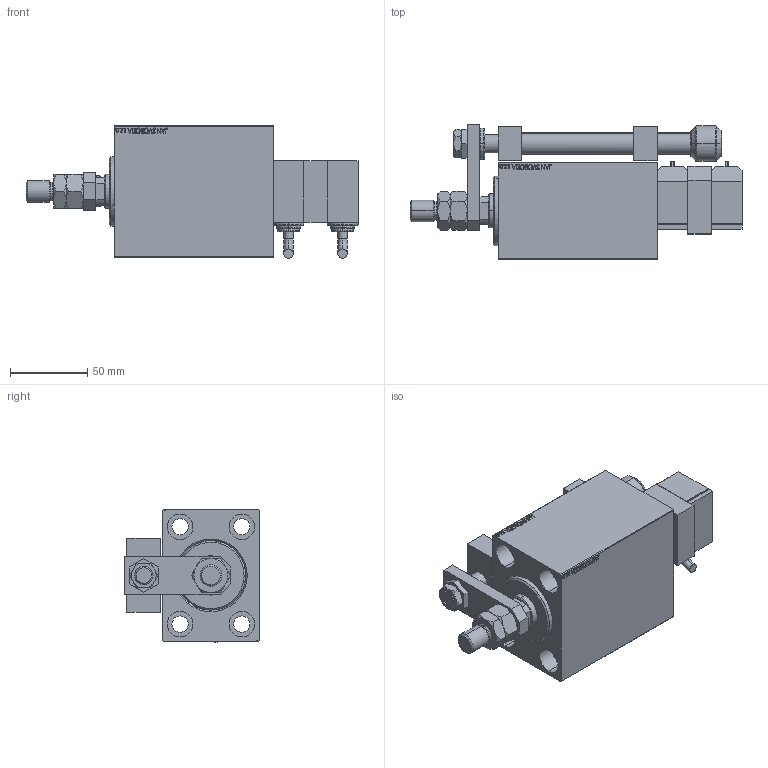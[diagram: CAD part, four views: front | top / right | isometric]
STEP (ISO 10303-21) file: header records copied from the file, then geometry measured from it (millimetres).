
FILE_DESCRIPTION (( 'STEP AP203' ), '1' );
FILE_NAME ('6c8e.STEP', '2022-04-17T13:03:21', ( '' ), ( '' ), 'SwSTEP 2.0', 'SolidWorks 2019', '' );
FILE_SCHEMA (( 'CONFIG_CONTROL_DESIGN' ));
Length unit declared in the file: millimetre
Products named in the file (14): NUT_D19_P 21144eb951680035b48d664dad56c465; V450CM_C_Body 21144eb951680035b48d664dad56c465; 6c8e; ZARAZKA_P 21144eb951680035b48d664dad56c465; SWITCH DIM W_B 21144eb951680035b48d664dad56c465; SWITCH_P_FRONT_BACK 21144eb951680035b48d664dad56c465; KROUZEK_PRO_TYC 21144eb951680035b48d664dad56c465; SWITCH P 21144eb951680035b48d664dad56c465; TYC_P 21144eb951680035b48d664dad56c465; V450CM_C_VCP 21144eb951680035b48d664dad56c465; P_V_Z_MTA 21144eb951680035b48d664dad56c465; V450CM_VC_B 21144eb951680035b48d664dad56c465; MIDDLE 21144eb951680035b48d664dad56c465; NUT_D16 21144eb951680035b48d664dad56c465
Assembly tree (15 placements, depth 2):
  6c8e
    V450CM_C_Body 21144eb951680035b48d664dad56c465
    V450CM_C_VCP 21144eb951680035b48d664dad56c465
    V450CM_VC_B 21144eb951680035b48d664dad56c465
    SWITCH DIM W_B 21144eb951680035b48d664dad56c465
    SWITCH P 21144eb951680035b48d664dad56c465  x2
    SWITCH_P_FRONT_BACK 21144eb951680035b48d664dad56c465  x2
    TYC_P 21144eb951680035b48d664dad56c465
    ZARAZKA_P 21144eb951680035b48d664dad56c465
    KROUZEK_PRO_TYC 21144eb951680035b48d664dad56c465
    MIDDLE 21144eb951680035b48d664dad56c465
    NUT_D16 21144eb951680035b48d664dad56c465
    NUT_D19_P 21144eb951680035b48d664dad56c465
    P_V_Z_MTA 21144eb951680035b48d664dad56c465
Bounding box: 215 x 87.5 x 85.76 mm (x, y, z)
Volume: 638335.6 mm3; surface area: 129931.8 mm2
Topology: 15 solids, 15 shells, 1137 faces, 2815 edges, 1838 vertices
Faces by surface type: plane 536, bspline 380, cylinder 122, cone 65, torus 34
Entity records: 51216 total; most frequent: CARTESIAN_POINT 26572, ORIENTED_EDGE 5330, DIRECTION 3560, EDGE_CURVE 2665, VERTEX_POINT 1742, LINE 1500, VECTOR 1500, EDGE_LOOP 1227
